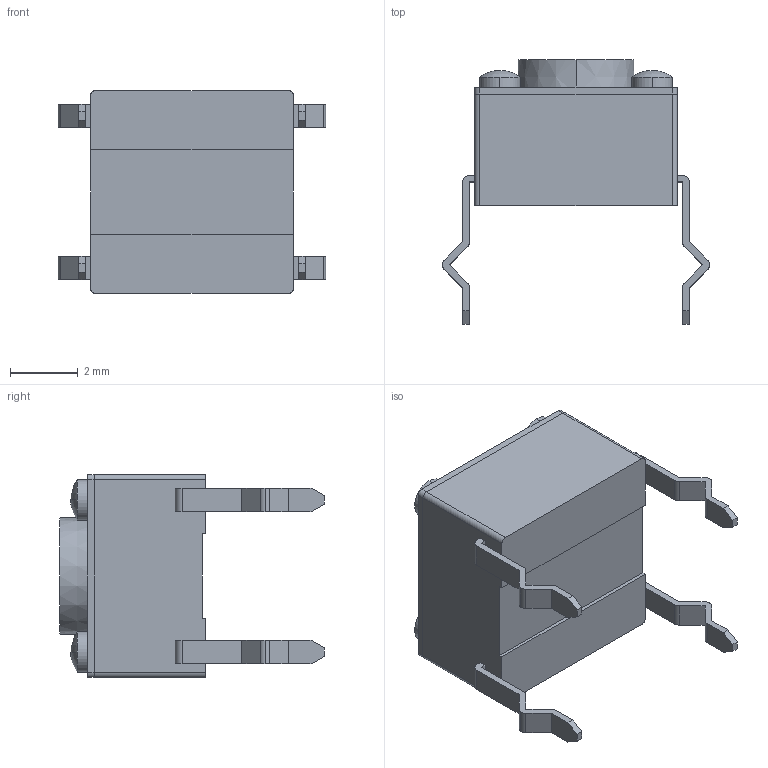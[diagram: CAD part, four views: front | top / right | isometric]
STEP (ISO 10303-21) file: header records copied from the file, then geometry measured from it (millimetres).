
FILE_DESCRIPTION (( 'STEP AP203' ), '1' );
FILE_NAME ('MJTP1230.STEP', '2025-06-22T21:13:45', ( '' ), ( '' ), 'SwSTEP 2.0', 'SolidWorks 2020', '' );
FILE_SCHEMA (( 'CONFIG_CONTROL_DESIGN' ));
Length unit declared in the file: inch
Products named in the file (1): MJTP1230
Bounding box: 7.9 x 7.82 x 6 mm (x, y, z)
Volume: 136.4 mm3; surface area: 257.3 mm2
Topology: 6 solids, 6 shells, 137 faces, 364 edges, 244 vertices
Faces by surface type: plane 81, cylinder 46, sphere 8, cone 2
Entity records: 4371 total; most frequent: DIRECTION 752, CARTESIAN_POINT 746, ORIENTED_EDGE 728, EDGE_CURVE 364, LINE 252, VECTOR 252, AXIS2_PLACEMENT_3D 250, VERTEX_POINT 244
